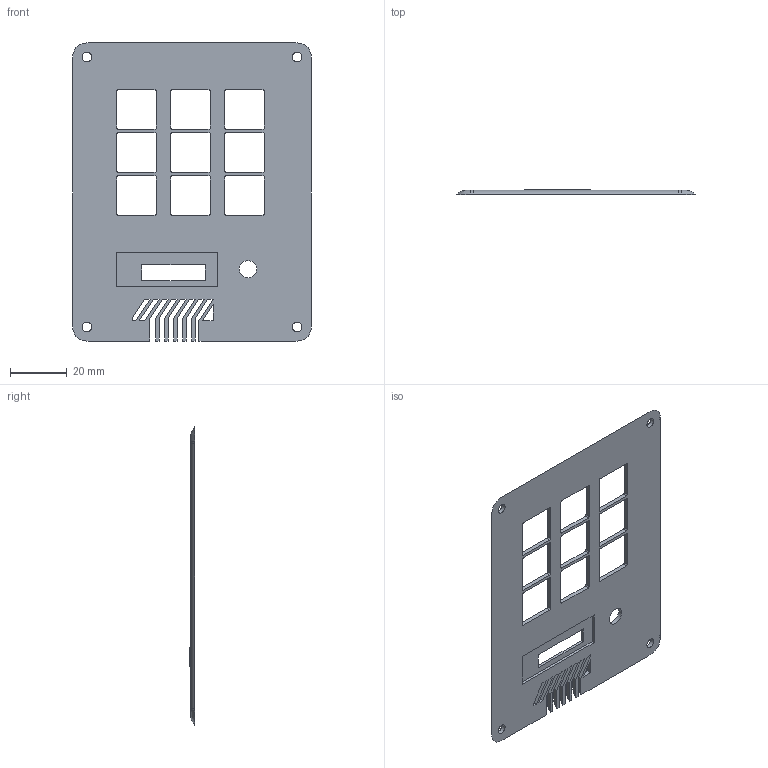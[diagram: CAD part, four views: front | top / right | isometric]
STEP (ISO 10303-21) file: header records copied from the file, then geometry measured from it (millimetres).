
FILE_DESCRIPTION(/* description */ (''),/* implementation_level */ '2;1');
FILE_NAME(/* name */ 'CoolPad_CaseTop.step',/* time_stamp */ '2026-02-01T05:16:12-08:00',/* author */ (''),/* organization */ (''),/* preprocessor_version */ 'ST-DEVELOPER v20.1',/* originating_system */ 'Autodesk Translation Framework v14.24.0.0',/* authorisation */ '');
FILE_SCHEMA (('AUTOMOTIVE_DESIGN { 1 0 10303 214 3 1 1 }'));
Length unit declared in the file: millimetre
Products named in the file (1): 2026-01-27-21-37-25-054
Bounding box: 84.17 x 2 x 105.17 mm (x, y, z)
Volume: 9131.3 mm3; surface area: 14857.3 mm2
Topology: 1 solids, 1 shells, 170 faces, 496 edges, 326 vertices
Faces by surface type: plane 103, cylinder 63, bspline 4
Full cylindrical faces by diameter (mm): 3.4 x4, 6.1 x1
Entity records: 5757 total; most frequent: CARTESIAN_POINT 1065, ORIENTED_EDGE 992, DIRECTION 946, EDGE_CURVE 496, LINE 364, VECTOR 364, VERTEX_POINT 326, AXIS2_PLACEMENT_3D 291
